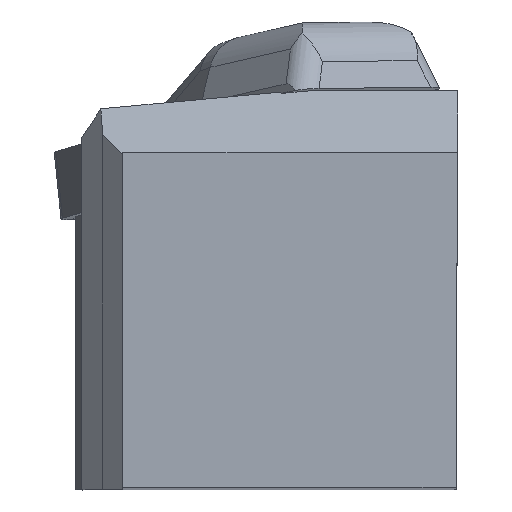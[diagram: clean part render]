
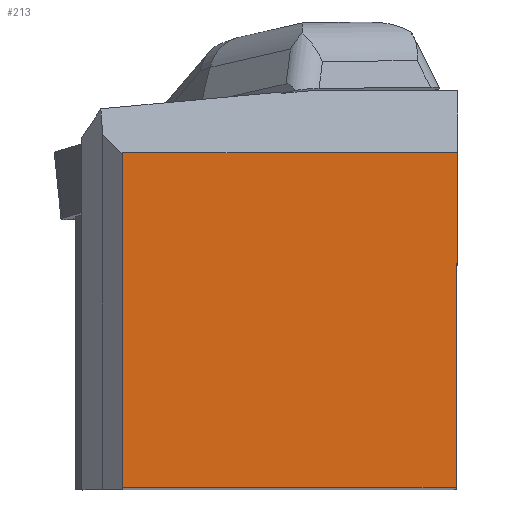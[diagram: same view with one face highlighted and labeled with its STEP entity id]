
A CAD part, top view. The second image highlights one B-rep face of the part: STEP entity #213.
In plain terms, the highlighted planar face has unit normal (0, 0, 1).
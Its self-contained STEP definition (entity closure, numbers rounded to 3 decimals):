
#154=FACE_OUTER_BOUND('',#575,.T.);
#213=ADVANCED_FACE('BLANK_BOXF006',(#154),#268,.F.);
#268=PLANE('',#1319);
#343=LINE('',#1849,#464);
#361=LINE('',#1886,#482);
#364=LINE('',#1892,#485);
#365=LINE('',#1894,#486);
#464=VECTOR('',#1489,1.);
#482=VECTOR('',#1519,1.);
#485=VECTOR('',#1528,1.);
#486=VECTOR('',#1529,1.);
#575=EDGE_LOOP('',(#737,#738,#739,#740));
#737=ORIENTED_EDGE('',*,*,#1127,.F.);
#738=ORIENTED_EDGE('',*,*,#1103,.F.);
#739=ORIENTED_EDGE('',*,*,#1123,.F.);
#740=ORIENTED_EDGE('',*,*,#1128,.F.);
#985=VERTEX_POINT('',#1848);
#986=VERTEX_POINT('',#1850);
#998=VERTEX_POINT('',#1885);
#999=VERTEX_POINT('',#1893);
#1103=EDGE_CURVE('',#985,#986,#343,.T.);
#1123=EDGE_CURVE('',#998,#985,#361,.T.);
#1127=EDGE_CURVE('',#986,#999,#364,.T.);
#1128=EDGE_CURVE('',#999,#998,#365,.T.);
#1319=AXIS2_PLACEMENT_3D('',#1895,#1530,#1531);
#1489=DIRECTION('',(-1.,0.,0.));
#1519=DIRECTION('',(-0.004,-1.,0.));
#1528=DIRECTION('',(0.,1.,0.));
#1529=DIRECTION('',(1.,0.,0.));
#1530=DIRECTION('',(0.,0.,-1.));
#1531=DIRECTION('',(-1.,0.,0.));
#1848=CARTESIAN_POINT('',(-0.138,0.,0.));
#1849=CARTESIAN_POINT('',(179.4,0.,0.));
#1850=CARTESIAN_POINT('',(-31.623,0.,0.));
#1885=CARTESIAN_POINT('',(0.,31.623,0.));
#1886=CARTESIAN_POINT('',(0.645,179.398,0.));
#1892=CARTESIAN_POINT('',(-31.623,-179.4,0.));
#1893=CARTESIAN_POINT('',(-31.623,31.623,0.));
#1894=CARTESIAN_POINT('',(-179.4,31.623,0.));
#1895=CARTESIAN_POINT('',(-65.1,-5.,0.));
